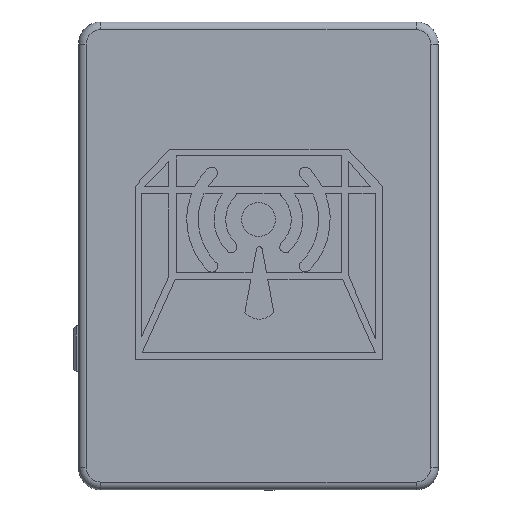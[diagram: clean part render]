
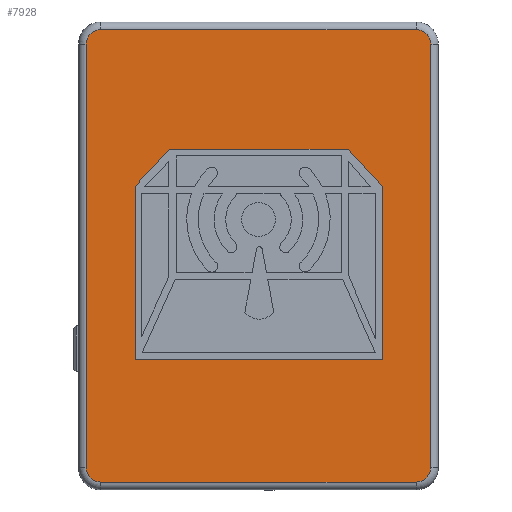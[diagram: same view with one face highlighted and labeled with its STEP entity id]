
A CAD part, top view. The second image highlights one B-rep face of the part: STEP entity #7928.
In plain terms, the highlighted planar face has unit normal (0, 0, 1).
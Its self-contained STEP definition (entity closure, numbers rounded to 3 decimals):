
#30=FACE_BOUND('',#986,.T.);
#180=CIRCLE('',#8470,3.);
#181=CIRCLE('',#8471,3.);
#182=CIRCLE('',#8472,3.);
#183=CIRCLE('',#8473,3.);
#537=FACE_OUTER_BOUND('',#985,.T.);
#985=EDGE_LOOP('',(#6138,#6139,#6140,#6141,#6142,#6143,#6144,#6145));
#986=EDGE_LOOP('',(#6146,#6147,#6148,#6149,#6150,#6151));
#1781=LINE('',#12392,#2754);
#1785=LINE('',#12400,#2758);
#1788=LINE('',#12406,#2761);
#1791=LINE('',#12412,#2764);
#1794=LINE('',#12418,#2767);
#1797=LINE('',#12423,#2770);
#1816=LINE('',#12521,#2789);
#1817=LINE('',#12525,#2790);
#1818=LINE('',#12529,#2791);
#1819=LINE('',#12533,#2792);
#2754=VECTOR('',#9805,10.);
#2758=VECTOR('',#9811,10.);
#2761=VECTOR('',#9816,10.);
#2764=VECTOR('',#9821,10.);
#2767=VECTOR('',#9826,10.);
#2770=VECTOR('',#9831,10.);
#2789=VECTOR('',#9946,10.);
#2790=VECTOR('',#9949,10.);
#2791=VECTOR('',#9952,10.);
#2792=VECTOR('',#9955,10.);
#3638=VERTEX_POINT('',#12390);
#3639=VERTEX_POINT('',#12391);
#3642=VERTEX_POINT('',#12399);
#3644=VERTEX_POINT('',#12405);
#3646=VERTEX_POINT('',#12411);
#3648=VERTEX_POINT('',#12417);
#3679=VERTEX_POINT('',#12519);
#3680=VERTEX_POINT('',#12520);
#3681=VERTEX_POINT('',#12522);
#3682=VERTEX_POINT('',#12524);
#3683=VERTEX_POINT('',#12526);
#3684=VERTEX_POINT('',#12528);
#3685=VERTEX_POINT('',#12530);
#3686=VERTEX_POINT('',#12532);
#4525=EDGE_CURVE('',#3638,#3639,#1781,.T.);
#4529=EDGE_CURVE('',#3642,#3638,#1785,.T.);
#4532=EDGE_CURVE('',#3644,#3642,#1788,.T.);
#4535=EDGE_CURVE('',#3646,#3644,#1791,.T.);
#4538=EDGE_CURVE('',#3648,#3646,#1794,.T.);
#4541=EDGE_CURVE('',#3639,#3648,#1797,.T.);
#4594=EDGE_CURVE('',#3679,#3680,#1816,.T.);
#4595=EDGE_CURVE('',#3681,#3679,#180,.T.);
#4596=EDGE_CURVE('',#3682,#3681,#1817,.T.);
#4597=EDGE_CURVE('',#3683,#3682,#181,.T.);
#4598=EDGE_CURVE('',#3684,#3683,#1818,.T.);
#4599=EDGE_CURVE('',#3685,#3684,#182,.T.);
#4600=EDGE_CURVE('',#3686,#3685,#1819,.T.);
#4601=EDGE_CURVE('',#3680,#3686,#183,.T.);
#6138=ORIENTED_EDGE('',*,*,#4594,.F.);
#6139=ORIENTED_EDGE('',*,*,#4595,.F.);
#6140=ORIENTED_EDGE('',*,*,#4596,.F.);
#6141=ORIENTED_EDGE('',*,*,#4597,.F.);
#6142=ORIENTED_EDGE('',*,*,#4598,.F.);
#6143=ORIENTED_EDGE('',*,*,#4599,.F.);
#6144=ORIENTED_EDGE('',*,*,#4600,.F.);
#6145=ORIENTED_EDGE('',*,*,#4601,.F.);
#6146=ORIENTED_EDGE('',*,*,#4525,.T.);
#6147=ORIENTED_EDGE('',*,*,#4541,.T.);
#6148=ORIENTED_EDGE('',*,*,#4538,.T.);
#6149=ORIENTED_EDGE('',*,*,#4535,.T.);
#6150=ORIENTED_EDGE('',*,*,#4532,.T.);
#6151=ORIENTED_EDGE('',*,*,#4529,.T.);
#7579=PLANE('',#8469);
#7928=ADVANCED_FACE('',(#537,#30),#7579,.T.);
#8469=AXIS2_PLACEMENT_3D('',#12518,#9944,#9945);
#8470=AXIS2_PLACEMENT_3D('',#12523,#9947,#9948);
#8471=AXIS2_PLACEMENT_3D('',#12527,#9950,#9951);
#8472=AXIS2_PLACEMENT_3D('',#12531,#9953,#9954);
#8473=AXIS2_PLACEMENT_3D('',#12534,#9956,#9957);
#9805=DIRECTION('',(0.,1.,0.));
#9811=DIRECTION('',(-1.,0.,0.));
#9816=DIRECTION('',(0.,-1.,0.));
#9821=DIRECTION('',(0.682,-0.732,0.));
#9826=DIRECTION('',(1.,0.,0.));
#9831=DIRECTION('',(0.683,0.73,0.));
#9944=DIRECTION('center_axis',(0.,0.,1.));
#9945=DIRECTION('ref_axis',(1.,0.,0.));
#9946=DIRECTION('',(0.,-1.,0.));
#9947=DIRECTION('center_axis',(0.,0.,-1.));
#9948=DIRECTION('ref_axis',(0.707,0.707,0.));
#9949=DIRECTION('',(1.,0.,0.));
#9950=DIRECTION('center_axis',(0.,0.,-1.));
#9951=DIRECTION('ref_axis',(-0.707,0.707,0.));
#9952=DIRECTION('',(0.,1.,0.));
#9953=DIRECTION('center_axis',(0.,0.,-1.));
#9954=DIRECTION('ref_axis',(-0.707,-0.707,0.));
#9955=DIRECTION('',(-1.,0.,0.));
#9956=DIRECTION('center_axis',(0.,0.,-1.));
#9957=DIRECTION('ref_axis',(0.707,-0.707,0.));
#12390=CARTESIAN_POINT('',(-29.343,3.949,14.1));
#12391=CARTESIAN_POINT('',(-29.343,39.883,14.1));
#12392=CARTESIAN_POINT('',(-29.343,14.668,14.1));
#12399=CARTESIAN_POINT('',(22.054,3.949,14.1));
#12400=CARTESIAN_POINT('',(9.147,3.949,14.1));
#12405=CARTESIAN_POINT('',(22.054,39.778,14.1));
#12406=CARTESIAN_POINT('',(22.054,32.583,14.1));
#12411=CARTESIAN_POINT('',(14.876,47.48,14.1));
#12412=CARTESIAN_POINT('',(16.054,46.216,14.1));
#12417=CARTESIAN_POINT('',(-22.231,47.48,14.1));
#12418=CARTESIAN_POINT('',(-12.996,47.48,14.1));
#12423=CARTESIAN_POINT('',(-26.985,42.402,14.1));
#12518=CARTESIAN_POINT('Origin',(-3.76,25.387,14.1));
#12519=CARTESIAN_POINT('',(31.99,69.357,14.1));
#12520=CARTESIAN_POINT('',(31.99,-18.583,14.1));
#12521=CARTESIAN_POINT('',(31.99,49.672,14.1));
#12522=CARTESIAN_POINT('',(28.99,72.357,14.1));
#12523=CARTESIAN_POINT('Origin',(28.99,69.357,14.1));
#12524=CARTESIAN_POINT('',(-36.51,72.357,14.1));
#12525=CARTESIAN_POINT('',(-22.435,72.357,14.1));
#12526=CARTESIAN_POINT('',(-39.51,69.357,14.1));
#12527=CARTESIAN_POINT('Origin',(-36.51,69.357,14.1));
#12528=CARTESIAN_POINT('',(-39.51,-18.583,14.1));
#12529=CARTESIAN_POINT('',(-39.51,1.102,14.1));
#12530=CARTESIAN_POINT('',(-36.51,-21.583,14.1));
#12531=CARTESIAN_POINT('Origin',(-36.51,-18.583,14.1));
#12532=CARTESIAN_POINT('',(28.99,-21.583,14.1));
#12533=CARTESIAN_POINT('',(14.915,-21.583,14.1));
#12534=CARTESIAN_POINT('Origin',(28.99,-18.583,14.1));
